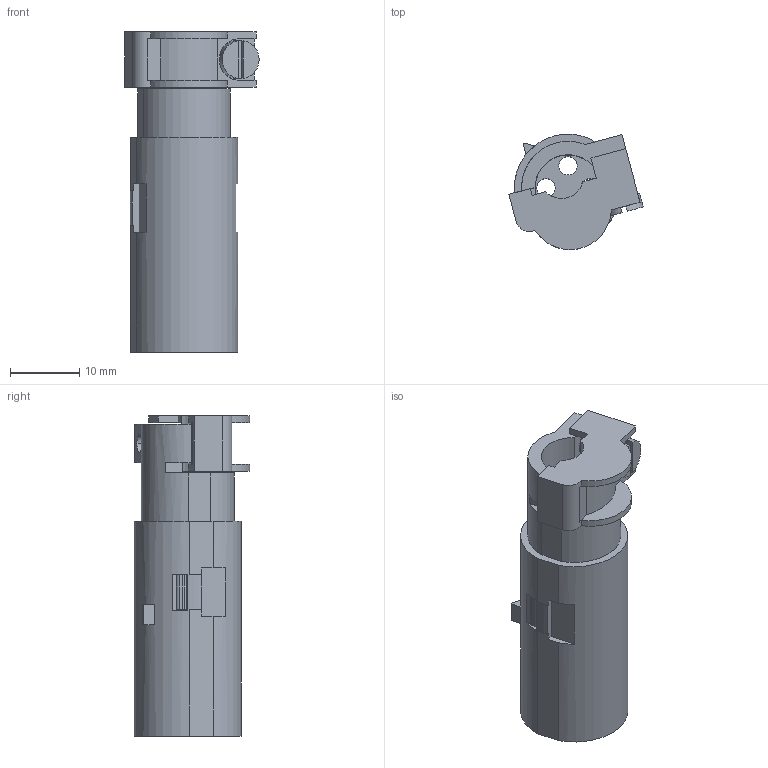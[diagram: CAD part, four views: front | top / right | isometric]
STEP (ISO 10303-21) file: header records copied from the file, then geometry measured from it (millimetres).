
FILE_DESCRIPTION(('Creo Elements/Direct Modeling STEP Export'),'2;1');
FILE_NAME('model.stp','2020-03-25T13:25:26',(''),(''),'Creo Elements/Direct Modeling STEP processor for AP214 (Solid Model)','Creo Elements/Direct Modeling 20.1A 29-Sep-2018 (C) Parametric Technology GmbH','');
FILE_SCHEMA(('AUTOMOTIVE_DESIGN { 1 0 10303 214 1 1 1 1 }'));
Length unit declared in the file: millimetre
Products named in the file (2): HC_M_EMV_ST_3_9.5-select
Assembly tree (1 placements, depth 2):
  HC_M_EMV_ST_3_9.5-select
    HC_M_EMV_ST_3_9.5-select
Bounding box: 19.38 x 16.68 x 46.25 mm (x, y, z)
Volume: 4851.4 mm3; surface area: 4884.4 mm2
Topology: 1 solids, 1 shells, 243 faces, 663 edges, 441 vertices
Faces by surface type: plane 140, cylinder 53, extrusion 40, cone 10
Entity records: 9830 total; most frequent: CARTESIAN_POINT 1753, ORIENTED_EDGE 1330, DIRECTION 1081, EDGE_CURVE 665, VECTOR 471, VERTEX_POINT 441, LINE 431, AXIS2_PLACEMENT_3D 305
